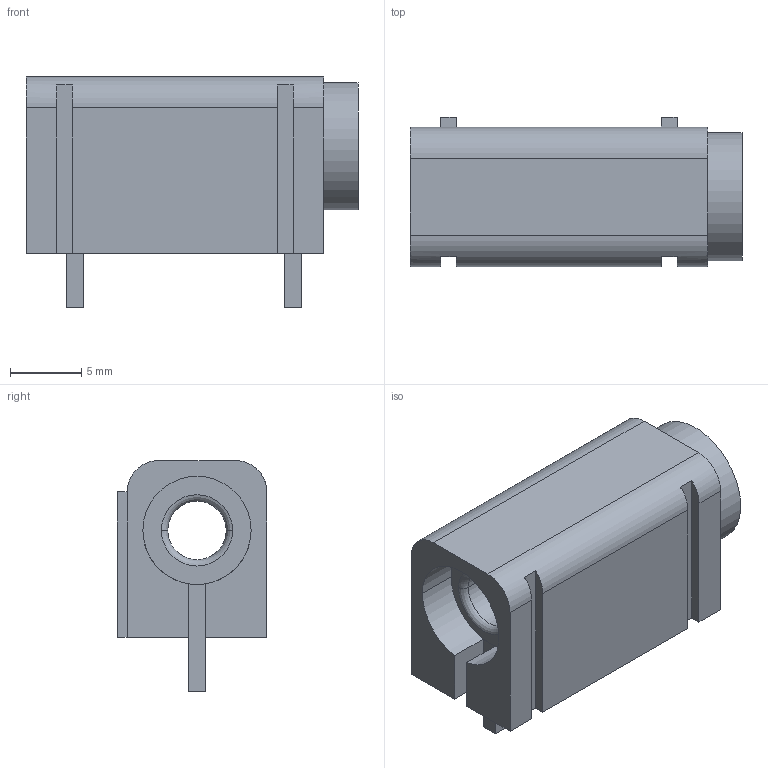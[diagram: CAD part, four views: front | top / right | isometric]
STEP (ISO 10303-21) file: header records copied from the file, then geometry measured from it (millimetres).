
FILE_DESCRIPTION((''),'2;1');
FILE_NAME('DELTRON_571-0100-01.stp','2011-02-14T17:12:20',(''),(''),'Mechanical Desktop 2011','Mechanical Desktop 2011',', , ');
FILE_SCHEMA(('AUTOMOTIVE_DESIGN { 1 2 10303 214 1 1 1 1 }'));
Length unit declared in the file: millimetre
Products named in the file (1): Product
Bounding box: 23.3 x 10.5 x 16.2 mm (x, y, z)
Volume: 2122.4 mm3; surface area: 3156.1 mm2
Topology: 8 solids, 8 shells, 68 faces, 160 edges, 104 vertices
Faces by surface type: bspline 28, plane 25, cylinder 15
Entity records: 2109 total; most frequent: CARTESIAN_POINT 523, ORIENTED_EDGE 320, DIRECTION 286, EDGE_CURVE 160, VECTOR 116, LINE 116, VERTEX_POINT 104, AXIS2_PLACEMENT_3D 85
